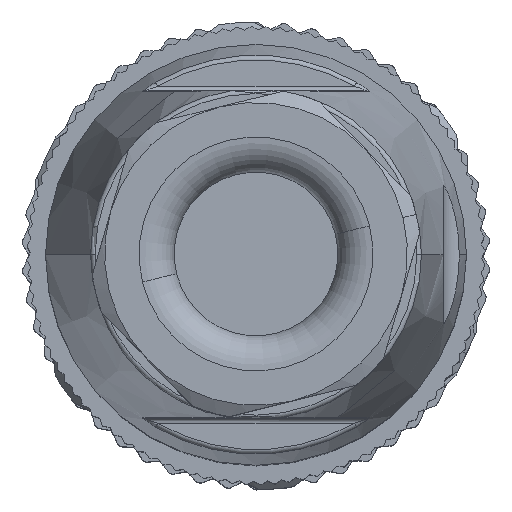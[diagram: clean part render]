
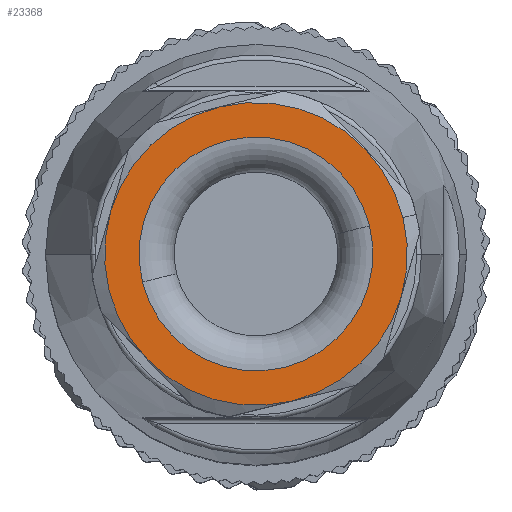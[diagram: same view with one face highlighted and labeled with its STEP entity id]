
A CAD part, top view. The second image highlights one B-rep face of the part: STEP entity #23368.
In plain terms, the highlighted planar face has unit normal (0, 0, 1).
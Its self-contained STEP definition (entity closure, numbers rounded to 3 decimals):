
#8494=CARTESIAN_POINT('',(4.068,-5.038,55.4));
#8541=CARTESIAN_POINT('',(2.329,6.042,55.4));
#8583=CARTESIAN_POINT('',(-6.397,-1.004,55.4));
#8599=CARTESIAN_POINT('',(0.,0.,55.4));
#8600=DIRECTION('',(0.,0.,1.));
#8601=DIRECTION('',(0.628,-0.778,0.));
#8602=AXIS2_PLACEMENT_3D('',#8599,#8600,#8601);
#8604=CARTESIAN_POINT('',(0.,0.,55.4));
#8605=DIRECTION('',(0.,0.,1.));
#8606=DIRECTION('',(-0.36,-0.933,0.));
#8607=AXIS2_PLACEMENT_3D('',#8604,#8605,#8606);
#8609=CARTESIAN_POINT('',(0.,0.,55.4));
#8610=DIRECTION('',(0.,0.,1.));
#8611=DIRECTION('',(-0.778,-0.628,0.));
#8612=AXIS2_PLACEMENT_3D('',#8609,#8610,#8611);
#8614=CARTESIAN_POINT('',(0.,0.,55.4));
#8615=DIRECTION('',(0.,0.,1.));
#8616=DIRECTION('',(-0.988,-0.155,0.));
#8617=AXIS2_PLACEMENT_3D('',#8614,#8615,#8616);
#8619=CARTESIAN_POINT('',(0.,0.,55.4));
#8620=DIRECTION('',(0.,0.,1.));
#8621=DIRECTION('',(-0.628,0.778,0.));
#8622=AXIS2_PLACEMENT_3D('',#8619,#8620,#8621);
#8624=CARTESIAN_POINT('',(0.,0.,55.4));
#8625=DIRECTION('',(0.,0.,1.));
#8626=DIRECTION('',(0.36,0.933,0.));
#8627=AXIS2_PLACEMENT_3D('',#8624,#8625,#8626);
#8629=CARTESIAN_POINT('',(0.,0.,55.4));
#8630=DIRECTION('',(0.,0.,1.));
#8631=DIRECTION('',(0.988,0.155,0.));
#8632=AXIS2_PLACEMENT_3D('',#8629,#8630,#8631);
#8634=CARTESIAN_POINT('',(0.,0.,55.4));
#8635=DIRECTION('',(0.,0.,-1.));
#8636=DIRECTION('',(0.778,0.628,0.));
#8637=AXIS2_PLACEMENT_3D('',#8634,#8635,#8636);
#8639=CARTESIAN_POINT('',(0.,0.,55.4));
#8640=DIRECTION('',(0.,0.,-1.));
#8641=DIRECTION('',(-0.778,-0.628,0.));
#8642=AXIS2_PLACEMENT_3D('',#8639,#8640,#8641);
#10986=VERTEX_POINT('',#8541);
#11459=CARTESIAN_POINT('',(-4.068,5.038,55.4));
#11460=VERTEX_POINT('',#11459);
#11731=VERTEX_POINT('',#8494);
#11965=VERTEX_POINT('',#8583);
#12084=CARTESIAN_POINT('',(-5.038,-4.068,55.4));
#12085=CARTESIAN_POINT('',(-2.329,-6.042,55.4));
#12086=VERTEX_POINT('',#12084);
#12087=VERTEX_POINT('',#12085);
#12388=CARTESIAN_POINT('',(6.397,1.004,55.4));
#12389=VERTEX_POINT('',#12388);
#12464=CARTESIAN_POINT('',(-3.89,-3.141,55.4));
#12465=CARTESIAN_POINT('',(3.89,3.141,55.4));
#12466=VERTEX_POINT('',#12464);
#12467=VERTEX_POINT('',#12465);
#23348=CARTESIAN_POINT('',(0.,0.,55.4));
#23349=DIRECTION('',(0.,0.,1.));
#23350=DIRECTION('',(0.778,0.628,0.));
#23351=AXIS2_PLACEMENT_3D('',#23348,#23349,#23350);
#23352=PLANE('',#23351);
#23353=ORIENTED_EDGE('',*,*,#23202,.F.);
#23354=ORIENTED_EDGE('',*,*,#23172,.F.);
#23355=ORIENTED_EDGE('',*,*,#23338,.F.);
#23356=ORIENTED_EDGE('',*,*,#23328,.F.);
#23357=ORIENTED_EDGE('',*,*,#23297,.F.);
#23358=ORIENTED_EDGE('',*,*,#23266,.F.);
#23359=ORIENTED_EDGE('',*,*,#23235,.F.);
#23360=EDGE_LOOP('',(#23353,#23354,#23355,#23356,#23357,#23358,#23359));
#23361=FACE_OUTER_BOUND('',#23360,.F.);
#23363=ORIENTED_EDGE('',*,*,#23362,.F.);
#23365=ORIENTED_EDGE('',*,*,#23364,.F.);
#23366=EDGE_LOOP('',(#23363,#23365));
#23367=FACE_BOUND('',#23366,.F.);
#23368=ADVANCED_FACE('',(#23361,#23367),#23352,.T.);
#8603=CIRCLE('',#8602,6.475);
#8608=CIRCLE('',#8607,6.475);
#8613=CIRCLE('',#8612,6.475);
#8618=CIRCLE('',#8617,6.475);
#8623=CIRCLE('',#8622,6.475);
#8628=CIRCLE('',#8627,6.475);
#8633=CIRCLE('',#8632,6.475);
#8638=CIRCLE('',#8637,5.);
#8643=CIRCLE('',#8642,5.);
#23172=EDGE_CURVE('',#12087,#11731,#8608,.T.);
#23202=EDGE_CURVE('',#11731,#12389,#8603,.T.);
#23235=EDGE_CURVE('',#12389,#10986,#8633,.T.);
#23266=EDGE_CURVE('',#10986,#11460,#8628,.T.);
#23297=EDGE_CURVE('',#11460,#11965,#8623,.T.);
#23328=EDGE_CURVE('',#11965,#12086,#8618,.T.);
#23338=EDGE_CURVE('',#12086,#12087,#8613,.T.);
#23362=EDGE_CURVE('',#12467,#12466,#8638,.T.);
#23364=EDGE_CURVE('',#12466,#12467,#8643,.T.);
